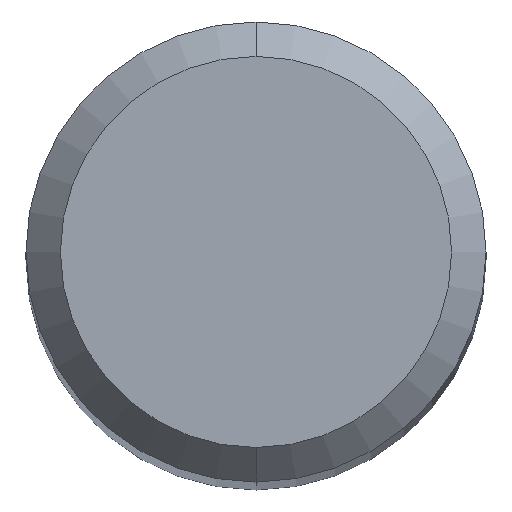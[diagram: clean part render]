
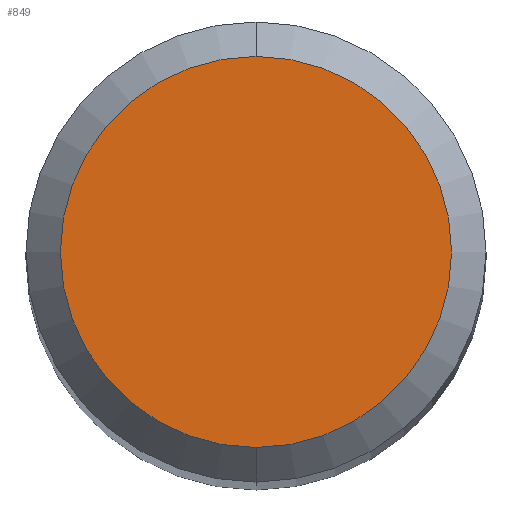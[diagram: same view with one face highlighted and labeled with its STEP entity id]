
A CAD part, top view. The second image highlights one B-rep face of the part: STEP entity #849.
In plain terms, the highlighted planar face has unit normal (0, 0, 1).
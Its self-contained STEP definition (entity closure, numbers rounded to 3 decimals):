
#753=VERTEX_POINT('',#1603);
#849=ADVANCED_FACE('',(#1711),#1712,.T.);
#1037=EDGE_CURVE('',#1101,#753,#1913,.T.);
#1051=EDGE_CURVE('',#753,#1101,#1930,.T.);
#1101=VERTEX_POINT('',#1988);
#1603=CARTESIAN_POINT('',(0.0,1.7,0.0));
#1711=FACE_OUTER_BOUND('',#3650,.T.);
#1712=PLANE('',#3651);
#1913=CIRCLE('',#4612,1.7);
#1930=CIRCLE('',#4711,1.7);
#1988=CARTESIAN_POINT('',(0.,-1.7,0.0));
#3650=EDGE_LOOP('',(#6040,#6041));
#3651=AXIS2_PLACEMENT_3D('',#6042,#6043,#6044);
#4612=AXIS2_PLACEMENT_3D('',#6193,#6194,#6195);
#4711=AXIS2_PLACEMENT_3D('',#6226,#6227,#6228);
#6040=ORIENTED_EDGE('',*,*,#1051,.F.);
#6041=ORIENTED_EDGE('',*,*,#1037,.F.);
#6042=CARTESIAN_POINT('',(0.0,0.85,0.0));
#6043=DIRECTION('',(-0.0,0.0,1.0));
#6044=DIRECTION('',(0.0,-1.0,0.0));
#6193=CARTESIAN_POINT('',(0.0,0.0,0.0));
#6194=DIRECTION('',(0.0,0.0,-1.0));
#6195=DIRECTION('',(0.0,1.0,0.0));
#6226=CARTESIAN_POINT('',(0.0,0.0,0.0));
#6227=DIRECTION('',(0.0,0.0,-1.0));
#6228=DIRECTION('',(0.0,1.0,0.0));
